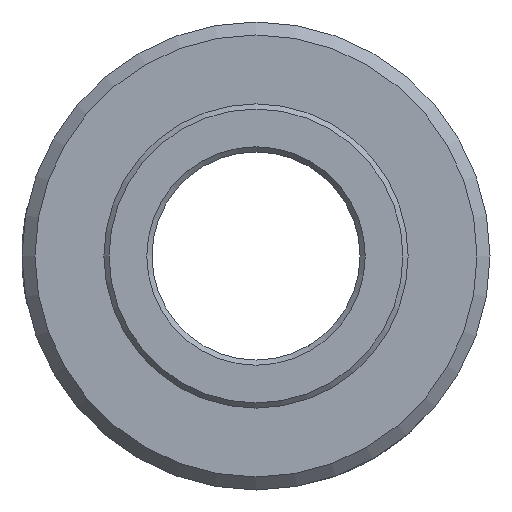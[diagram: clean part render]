
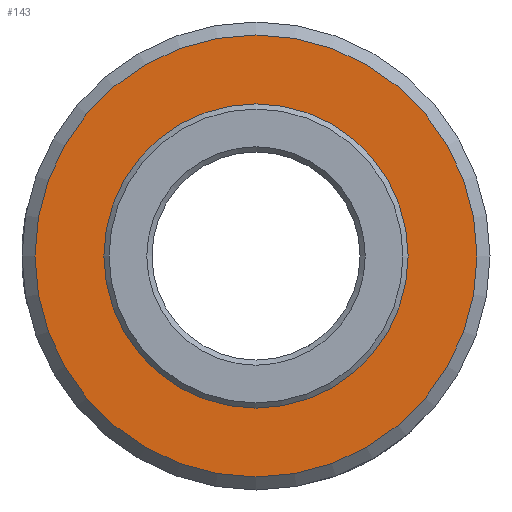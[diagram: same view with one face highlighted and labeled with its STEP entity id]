
A CAD part, left-side view. The second image highlights one B-rep face of the part: STEP entity #143.
In plain terms, the highlighted planar face has unit normal (-1, 0, 0).
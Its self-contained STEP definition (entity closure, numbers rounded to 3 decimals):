
#143 = ADVANCED_FACE( '', ( #186, #187 ), #188, .T. );
#186 = FACE_BOUND( '', #236, .T. );
#187 = FACE_OUTER_BOUND( '', #237, .T. );
#188 = PLANE( '', #238 );
#236 = EDGE_LOOP( '', ( #307 ) );
#237 = EDGE_LOOP( '', ( #308 ) );
#238 = AXIS2_PLACEMENT_3D( '', #309, #310, #311 );
#307 = ORIENTED_EDGE( '', *, *, #341, .T. );
#308 = ORIENTED_EDGE( '', *, *, #342, .F. );
#309 = CARTESIAN_POINT( '', ( 2.5, 8.5, 0. ) );
#310 = DIRECTION( '', ( -1., 0., 0. ) );
#311 = DIRECTION( '', ( 0., 0., 1. ) );
#341 = EDGE_CURVE( '', #372, #372, #373, .T. );
#342 = EDGE_CURVE( '', #374, #374, #375, .T. );
#372 = VERTEX_POINT( '', #620 );
#373 = CIRCLE( '', #621, 5.85 );
#374 = VERTEX_POINT( '', #622 );
#375 = CIRCLE( '', #623, 8.5 );
#620 = CARTESIAN_POINT( '', ( 2.5, 0., -5.85 ) );
#621 = AXIS2_PLACEMENT_3D( '', #656, #657, #658 );
#622 = CARTESIAN_POINT( '', ( 2.5, 0., -8.5 ) );
#623 = AXIS2_PLACEMENT_3D( '', #659, #660, #661 );
#656 = CARTESIAN_POINT( '', ( 2.5, 0., 0. ) );
#657 = DIRECTION( '', ( 1., 0., 0. ) );
#658 = DIRECTION( '', ( 0., 0., -1. ) );
#659 = CARTESIAN_POINT( '', ( 2.5, 0., 0. ) );
#660 = DIRECTION( '', ( 1., 0., 0. ) );
#661 = DIRECTION( '', ( 0., 0., -1. ) );
